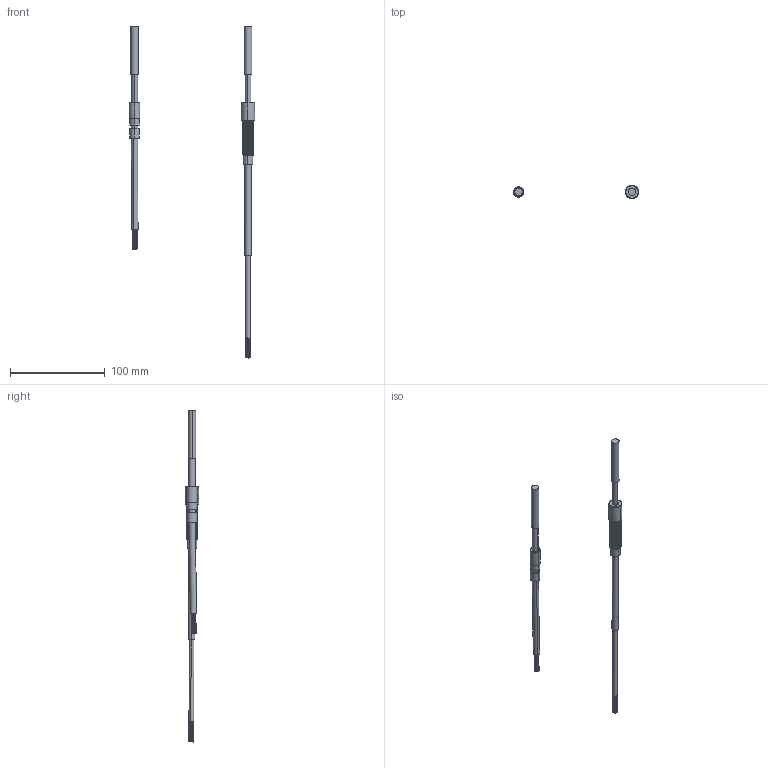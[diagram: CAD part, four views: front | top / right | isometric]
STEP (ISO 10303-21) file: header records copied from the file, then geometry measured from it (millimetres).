
FILE_DESCRIPTION (( 'STEP AP203' ), '1' );
FILE_NAME ('GCBX3-CBL-36.step', '2021-09-02T13:18:01', ( '' ), ( '' ), 'SwSTEP 2.0', 'SolidWorks 2021', '' );
FILE_SCHEMA (( 'CONFIG_CONTROL_DESIGN' ));
Length unit declared in the file: inch
Products named in the file (3): GCBX3-CBL-36; GCBX3-CBL-36_1; GCBX3-CBL-36_2
Assembly tree (2 placements, depth 2):
  GCBX3-CBL-36
    GCBX3-CBL-36_1
    GCBX3-CBL-36_2
Bounding box: 132.5 x 14 x 351.31 mm (x, y, z)
Volume: 24730.3 mm3; surface area: 21397.2 mm2
Topology: 9 solids, 9 shells, 262 faces, 816 edges, 580 vertices
Faces by surface type: cylinder 181, bspline 49, plane 29, cone 3
Entity records: 23655 total; most frequent: CARTESIAN_POINT 17127, ORIENTED_EDGE 1632, EDGE_CURVE 816, DIRECTION 810, VERTEX_POINT 580, B_SPLINE_CURVE_WITH_KNOTS 533, AXIS2_PLACEMENT_3D 313, EDGE_LOOP 274
